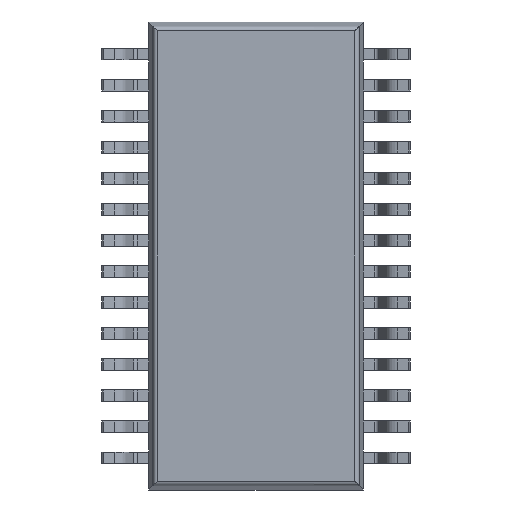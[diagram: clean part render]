
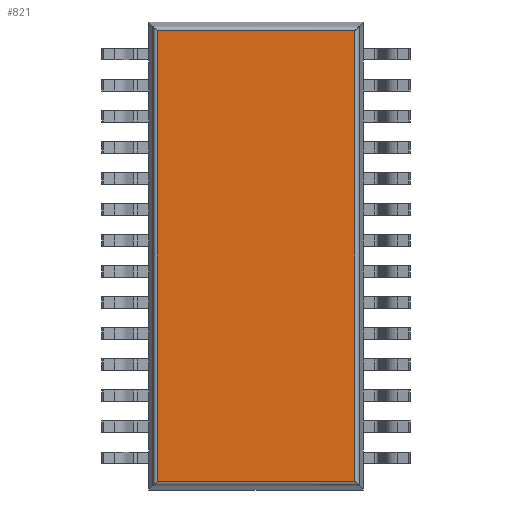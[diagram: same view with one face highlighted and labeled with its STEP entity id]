
A CAD part, front view. The second image highlights one B-rep face of the part: STEP entity #821.
In plain terms, the highlighted planar face has unit normal (0, -1, 0).
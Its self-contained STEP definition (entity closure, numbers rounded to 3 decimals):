
#809 = DIRECTION ( 'NONE',  ( 0., 0., 1. ) ) ;
#821 = ADVANCED_FACE ( 'NONE', ( #3773 ), #18493, .T. ) ;
#1693 = ORIENTED_EDGE ( 'NONE', *, *, #9880, .T. ) ;
#1918 = ORIENTED_EDGE ( 'NONE', *, *, #12242, .T. ) ;
#1937 = CARTESIAN_POINT ( 'NONE',  ( 2.063, 0.15, 4.713 ) ) ;
#2168 = DIRECTION ( 'NONE',  ( 0., 0., -1. ) ) ;
#2180 = ORIENTED_EDGE ( 'NONE', *, *, #5082, .T. ) ;
#2614 = LINE ( 'NONE', #11804, #13889 ) ;
#3273 = CARTESIAN_POINT ( 'NONE',  ( -2.063, 0.15, 4.713 ) ) ;
#3428 = CARTESIAN_POINT ( 'NONE',  ( 2.063, 0.15, -4.9 ) ) ;
#3562 = LINE ( 'NONE', #15736, #10932 ) ;
#3773 = FACE_OUTER_BOUND ( 'NONE', #8880, .T. ) ;
#4416 = CARTESIAN_POINT ( 'NONE',  ( 2.063, 0.15, -4.713 ) ) ;
#4544 = DIRECTION ( 'NONE',  ( 0., 0., -1. ) ) ;
#4734 = VERTEX_POINT ( 'NONE', #4416 ) ;
#5082 = EDGE_CURVE ( 'NONE', #12466, #4734, #3562, .T. ) ;
#6342 = ORIENTED_EDGE ( 'NONE', *, *, #13729, .T. ) ;
#6792 = CARTESIAN_POINT ( 'NONE',  ( -2.25, 0.15, -4.9 ) ) ;
#7805 = VECTOR ( 'NONE', #809, 1000. ) ;
#8286 = LINE ( 'NONE', #3428, #7805 ) ;
#8550 = DIRECTION ( 'NONE',  ( -1., 0., 0. ) ) ;
#8880 = EDGE_LOOP ( 'NONE', ( #6342, #2180, #1918, #1693 ) ) ;
#8893 = CARTESIAN_POINT ( 'NONE',  ( -2.063, 0.15, -4.713 ) ) ;
#9880 = EDGE_CURVE ( 'NONE', #11108, #16611, #19026, .T. ) ;
#10932 = VECTOR ( 'NONE', #17222, 1000. ) ;
#10957 = DIRECTION ( 'NONE',  ( 0., -1., 0. ) ) ;
#11108 = VERTEX_POINT ( 'NONE', #1937 ) ;
#11804 = CARTESIAN_POINT ( 'NONE',  ( -2.063, 0.15, -4.9 ) ) ;
#12242 = EDGE_CURVE ( 'NONE', #4734, #11108, #8286, .T. ) ;
#12466 = VERTEX_POINT ( 'NONE', #8893 ) ;
#12901 = CARTESIAN_POINT ( 'NONE',  ( -2.25, 0.15, 4.713 ) ) ;
#13729 = EDGE_CURVE ( 'NONE', #16611, #12466, #2614, .T. ) ;
#13889 = VECTOR ( 'NONE', #4544, 1000. ) ;
#14489 = AXIS2_PLACEMENT_3D ( 'NONE', #6792, #10957, #2168 ) ;
#15134 = VECTOR ( 'NONE', #8550, 1000. ) ;
#15736 = CARTESIAN_POINT ( 'NONE',  ( -2.25, 0.15, -4.713 ) ) ;
#16611 = VERTEX_POINT ( 'NONE', #3273 ) ;
#17222 = DIRECTION ( 'NONE',  ( 1., 0., 0. ) ) ;
#18493 = PLANE ( 'NONE',  #14489 ) ;
#19026 = LINE ( 'NONE', #12901, #15134 ) ;
